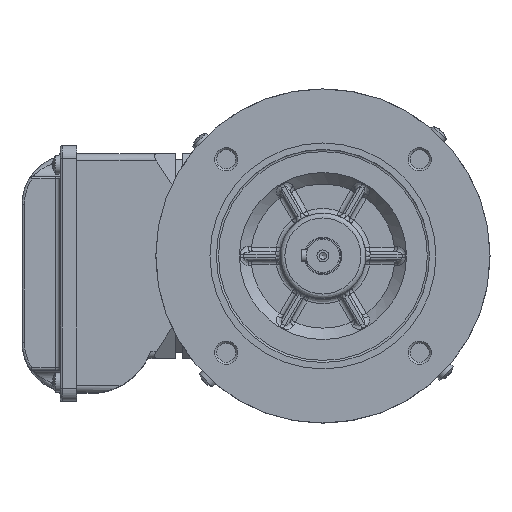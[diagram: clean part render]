
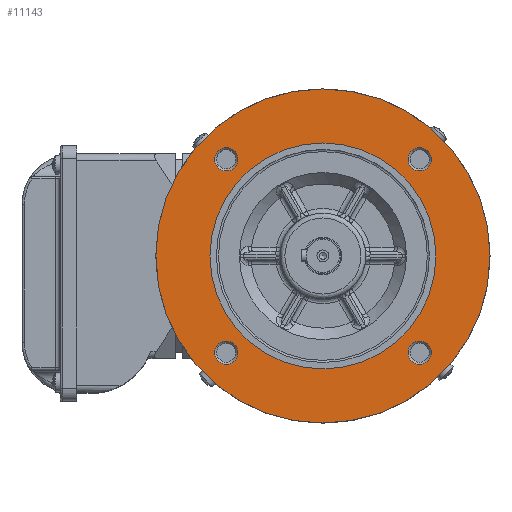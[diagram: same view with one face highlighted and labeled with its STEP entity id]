
A CAD part, top view. The second image highlights one B-rep face of the part: STEP entity #11143.
In plain terms, the highlighted face is planar.
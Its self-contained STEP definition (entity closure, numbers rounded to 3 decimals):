
#5545=FACE_BOUND('',#17536,.T.);
#5546=FACE_BOUND('',#17537,.T.);
#5547=FACE_BOUND('',#17538,.T.);
#5548=FACE_BOUND('',#17539,.T.);
#5549=FACE_BOUND('',#17540,.T.);
#5550=FACE_BOUND('',#17541,.T.);
#6553=CIRCLE('',#51188,47.5);
#6740=CIRCLE('',#51494,70.24);
#6804=CIRCLE('',#51602,4.88);
#6805=CIRCLE('',#51603,4.88);
#6806=CIRCLE('',#51604,4.88);
#6807=CIRCLE('',#51605,4.88);
#11143=ADVANCED_FACE('',(#5545,#5546,#5547,#5548,#5549,#5550),#12593,.F.);
#12593=PLANE('',#51606);
#17536=EDGE_LOOP('',(#29424));
#17537=EDGE_LOOP('',(#29425));
#17538=EDGE_LOOP('',(#29426));
#17539=EDGE_LOOP('',(#29427));
#17540=EDGE_LOOP('',(#29428));
#17541=EDGE_LOOP('',(#29429));
#29424=ORIENTED_EDGE('',*,*,#41399,.F.);
#29425=ORIENTED_EDGE('',*,*,#41400,.F.);
#29426=ORIENTED_EDGE('',*,*,#41212,.T.);
#29427=ORIENTED_EDGE('',*,*,#40754,.T.);
#29428=ORIENTED_EDGE('',*,*,#41401,.F.);
#29429=ORIENTED_EDGE('',*,*,#41402,.F.);
#34645=VERTEX_POINT('',#87572);
#34939=VERTEX_POINT('',#91408);
#35059=VERTEX_POINT('',#92750);
#35060=VERTEX_POINT('',#92752);
#35061=VERTEX_POINT('',#92754);
#35062=VERTEX_POINT('',#92756);
#40754=EDGE_CURVE('',#34645,#34645,#6553,.T.);
#41212=EDGE_CURVE('',#34939,#34939,#6740,.T.);
#41399=EDGE_CURVE('',#35059,#35059,#6804,.T.);
#41400=EDGE_CURVE('',#35060,#35060,#6805,.T.);
#41401=EDGE_CURVE('',#35061,#35061,#6806,.T.);
#41402=EDGE_CURVE('',#35062,#35062,#6807,.T.);
#51188=AXIS2_PLACEMENT_3D('',#87571,#60133,#60134);
#51494=AXIS2_PLACEMENT_3D('',#91407,#60853,#60854);
#51602=AXIS2_PLACEMENT_3D('',#92749,#61119,#61120);
#51603=AXIS2_PLACEMENT_3D('',#92751,#61121,#61122);
#51604=AXIS2_PLACEMENT_3D('',#92753,#61123,#61124);
#51605=AXIS2_PLACEMENT_3D('',#92755,#61125,#61126);
#51606=AXIS2_PLACEMENT_3D('',#92757,#61127,#61128);
#60133=DIRECTION('',(0.,0.,1.));
#60134=DIRECTION('',(1.,0.,0.));
#60853=DIRECTION('',(0.,0.,-1.));
#60854=DIRECTION('',(1.,0.,0.));
#61119=DIRECTION('',(0.,0.,-1.));
#61120=DIRECTION('',(1.,0.,0.));
#61121=DIRECTION('',(0.,0.,-1.));
#61122=DIRECTION('',(1.,0.,0.));
#61123=DIRECTION('',(0.,0.,-1.));
#61124=DIRECTION('',(1.,0.,0.));
#61125=DIRECTION('',(0.,0.,-1.));
#61126=DIRECTION('',(1.,0.,0.));
#61127=DIRECTION('',(0.,0.,1.));
#61128=DIRECTION('',(1.,0.,0.));
#87571=CARTESIAN_POINT('',(0.,0.,3.193));
#87572=CARTESIAN_POINT('',(47.5,0.,3.193));
#91407=CARTESIAN_POINT('',(0.,0.,3.193));
#91408=CARTESIAN_POINT('',(70.24,0.,3.193));
#92749=CARTESIAN_POINT('',(40.659,-40.659,3.193));
#92750=CARTESIAN_POINT('',(45.539,-40.659,3.193));
#92751=CARTESIAN_POINT('',(-40.659,40.659,3.193));
#92752=CARTESIAN_POINT('',(-35.779,40.659,3.193));
#92753=CARTESIAN_POINT('',(-40.659,-40.659,3.193));
#92754=CARTESIAN_POINT('',(-35.779,-40.659,3.193));
#92755=CARTESIAN_POINT('',(40.659,40.659,3.193));
#92756=CARTESIAN_POINT('',(45.539,40.659,3.193));
#92757=CARTESIAN_POINT('',(0.,0.,3.193));
